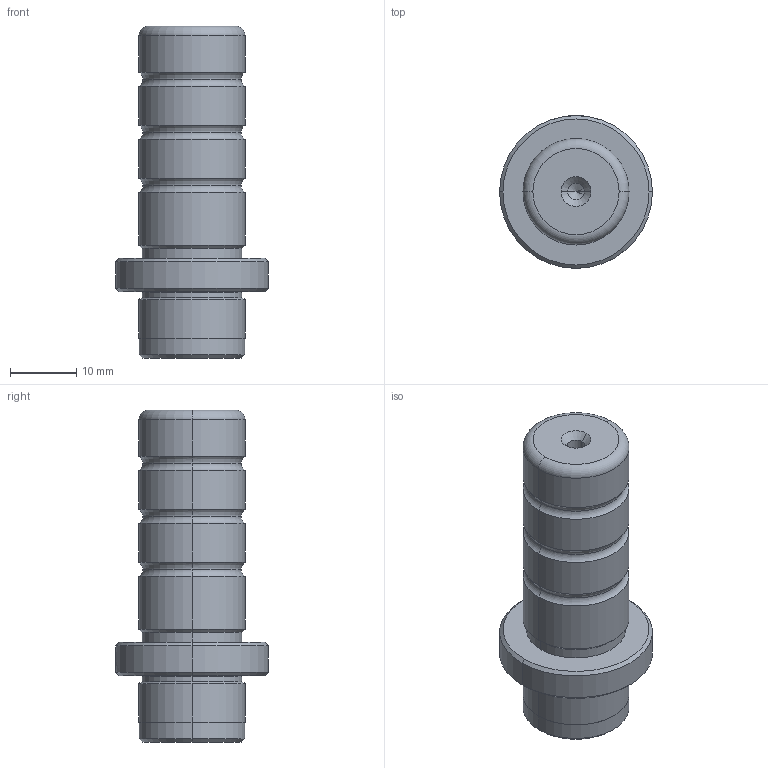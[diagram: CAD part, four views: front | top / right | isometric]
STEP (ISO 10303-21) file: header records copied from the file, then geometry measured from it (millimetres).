
FILE_DESCRIPTION (( 'STEP AP214' ), '1' );
FILE_NAME ('SGOR-D16-40.step', '2021-07-29T07:57:50', ( 'User' ), ( 'china' ), 'SwSTEP 2.0', 'SolidWorks 2016', '' );
FILE_SCHEMA (( 'AUTOMOTIVE_DESIGN' ));
Length unit declared in the file: millimetre
Products named in the file (1): SGOR-D16-40
Bounding box: 23 x 23 x 50 mm (x, y, z)
Volume: 10465.2 mm3; surface area: 3794.2 mm2
Topology: 1 solids, 1 shells, 84 faces, 184 edges, 106 vertices
Faces by surface type: cylinder 34, cone 20, torus 16, plane 14
Entity records: 2514 total; most frequent: CARTESIAN_POINT 625, DIRECTION 414, ORIENTED_EDGE 360, EDGE_CURVE 180, AXIS2_PLACEMENT_3D 173, VERTEX_POINT 106, EDGE_LOOP 92, CIRCLE 88
